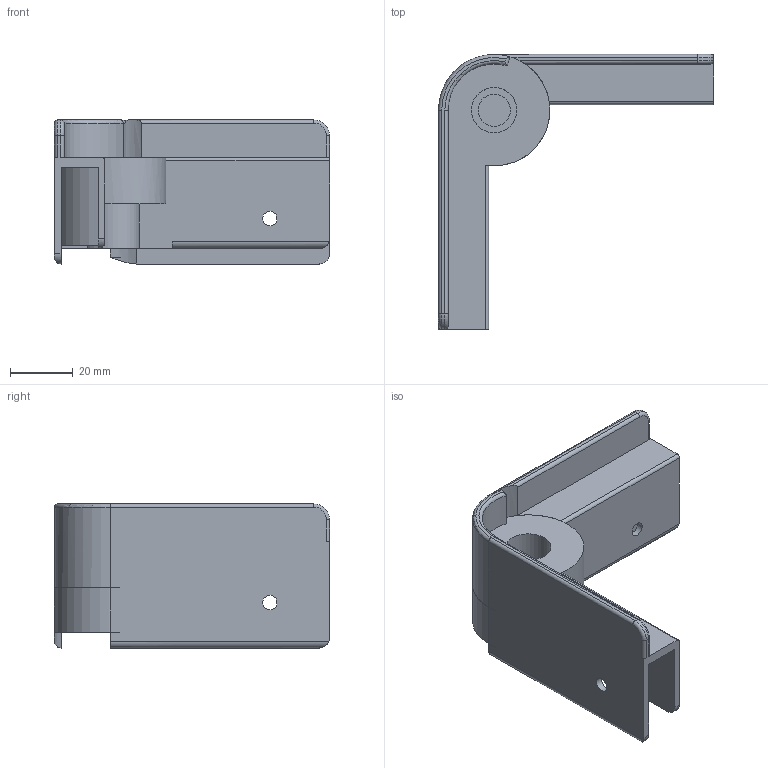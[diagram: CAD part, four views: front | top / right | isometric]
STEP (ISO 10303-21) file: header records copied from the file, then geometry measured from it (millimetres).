
FILE_DESCRIPTION(('', 'CAx-IF Rec.Pracs.---Representation and Presentation of Product Manufacturing Information (PMI)---4.0---2014-10-13'),'2;1');
FILE_NAME('SGN10MMHC.STP', '2021-05-14T15:32:27',(''), (''), 'Kubotek Kosmos Version 3.0.7268.7268', 'KeyCreator Pro', '');
FILE_SCHEMA(('AP242_MANAGED_MODEL_BASED_3D_ENGINEERING_MIM_LF { 1 0 10303 442 1 1 4 }'));
Length unit declared in the file: inch
Bounding box: 87.78 x 87.78 x 45.97 mm (x, y, z)
Volume: 39680.7 mm3; surface area: 34732 mm2
Topology: 2 solids, 2 shells, 122 faces, 305 edges, 197 vertices
Faces by surface type: plane 58, cylinder 57, torus 6, cone 1
Full cylindrical faces by diameter (mm): 4.572 x4, 10.262 x1, 14.453 x1, 14.478 x2, 16.51 x1
Entity records: 3764 total; most frequent: CARTESIAN_POINT 752, DIRECTION 635, ORIENTED_EDGE 610, EDGE_CURVE 305, AXIS2_PLACEMENT_3D 232, VERTEX_POINT 197, VECTOR 171, LINE 171
